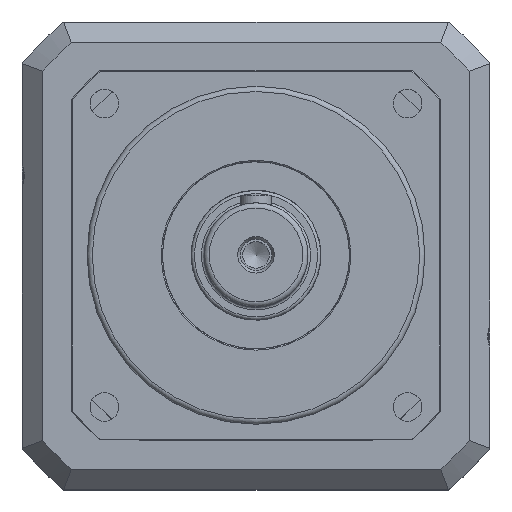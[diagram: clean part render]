
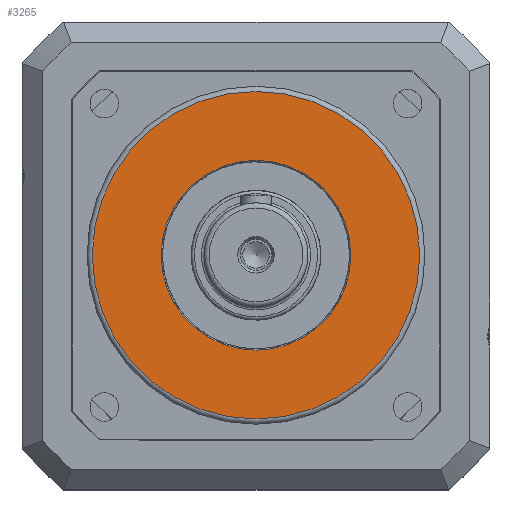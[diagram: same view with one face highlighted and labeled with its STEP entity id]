
A CAD part, top view. The second image highlights one B-rep face of the part: STEP entity #3265.
In plain terms, the highlighted planar face has unit normal (0, 0, 1).
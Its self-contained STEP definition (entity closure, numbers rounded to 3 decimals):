
#2126=CARTESIAN_POINT('',(36.5,0.0,15.0));
#2127=VERTEX_POINT('',#2126);
#2128=CARTESIAN_POINT('',(0.0,0.0,15.0));
#2129=DIRECTION('',(0.0,0.0,-1.0));
#2130=DIRECTION('',(1.0,0.0,0.0));
#2131=AXIS2_PLACEMENT_3D('',#2128,#2129,#2130);
#2132=CIRCLE('',#2131,36.5);
#2133=EDGE_CURVE('',#2127,#2127,#2132,.T.);
#2154=CARTESIAN_POINT('',(63.,0.0,15.0));
#2155=VERTEX_POINT('',#2154);
#2156=CARTESIAN_POINT('',(0.0,0.0,15.0));
#2157=DIRECTION('',(0.0,0.0,1.0));
#2158=DIRECTION('',(1.0,0.0,0.0));
#2159=AXIS2_PLACEMENT_3D('',#2156,#2157,#2158);
#2160=CIRCLE('',#2159,63.);
#2161=EDGE_CURVE('',#2155,#2155,#2160,.T.);
#3254=CARTESIAN_POINT('',(0.0,0.0,15.0));
#3255=DIRECTION('',(0.0,0.0,1.0));
#3256=DIRECTION('',(1.0,0.0,0.0));
#3257=AXIS2_PLACEMENT_3D('',#3254,#3255,#3256);
#3258=PLANE('',#3257);
#3259=ORIENTED_EDGE('',*,*,#2161,.T.);
#3260=EDGE_LOOP('',(#3259));
#3261=FACE_OUTER_BOUND('',#3260,.T.);
#3262=ORIENTED_EDGE('',*,*,#2133,.T.);
#3263=EDGE_LOOP('',(#3262));
#3264=FACE_BOUND('',#3263,.T.);
#3265=ADVANCED_FACE('',(#3261,#3264),#3258,.T.);
